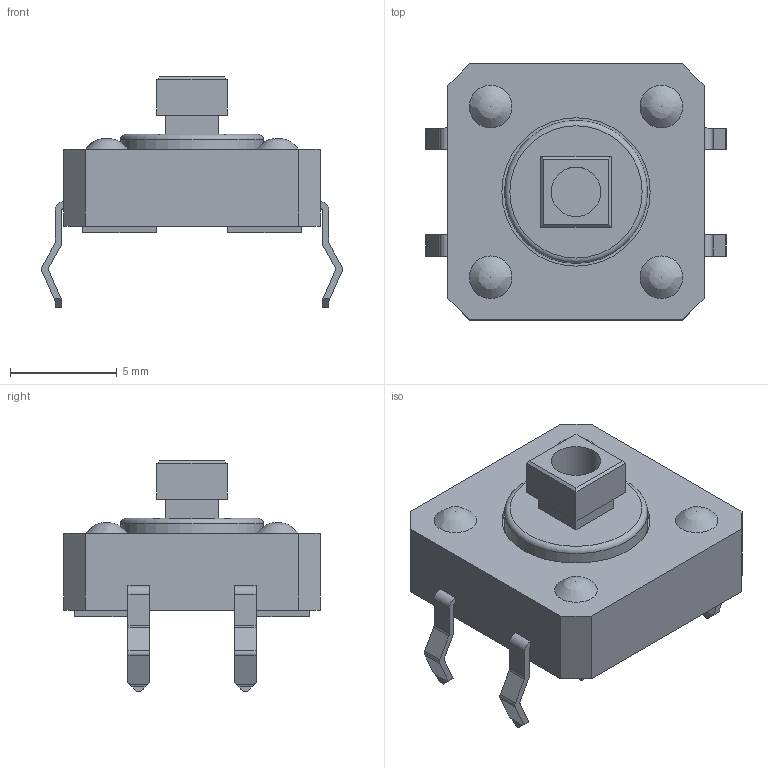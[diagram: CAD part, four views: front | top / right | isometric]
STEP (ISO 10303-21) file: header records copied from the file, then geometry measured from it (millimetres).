
FILE_DESCRIPTION((' '),'2;1');
FILE_NAME('TL1100Fxxxx.stp','2017-07-24T08:02:52',(' '),(' '),' ','ACIS',' ');
FILE_SCHEMA(('CONFIG_CONTROL_DESIGN'));
Length unit declared in the file: inch
Products named in the file (1): TL1100Fxxxx.stp
Bounding box: 14.1 x 12 x 10.8 mm (x, y, z)
Volume: 478.9 mm3; surface area: 882.2 mm2
Topology: 1 solids, 1 shells, 248 faces, 639 edges, 420 vertices
Faces by surface type: plane 177, cylinder 61, torus 5, bspline 4, cone 1
Full cylindrical faces by diameter (mm): 2.32 x1, 3 x1, 4.84 x1, 6.7 x1, 6.95 x1
Entity records: 7545 total; most frequent: CARTESIAN_POINT 1384, ORIENTED_EDGE 1236, DIRECTION 1226, EDGE_CURVE 618, VECTOR 500, LINE 500, VERTEX_POINT 413, AXIS2_PLACEMENT_3D 363
